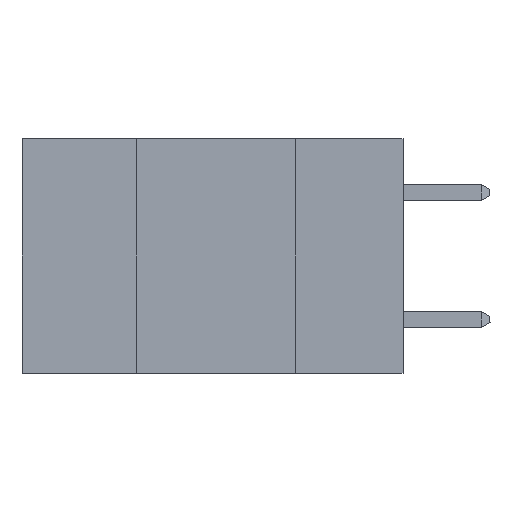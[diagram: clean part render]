
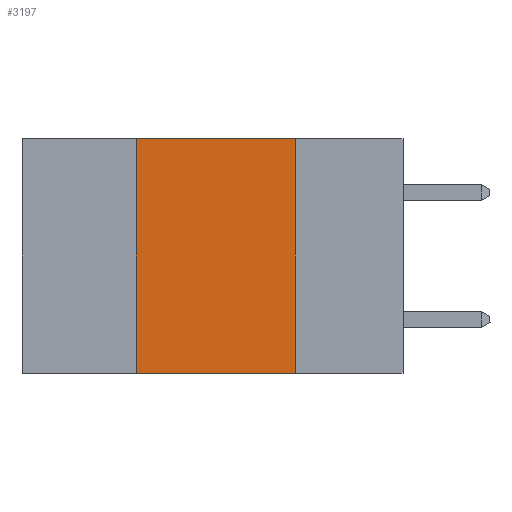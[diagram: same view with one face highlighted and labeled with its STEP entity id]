
A CAD part, left-side view. The second image highlights one B-rep face of the part: STEP entity #3197.
In plain terms, the highlighted planar face has unit normal (-1, 0, 0).
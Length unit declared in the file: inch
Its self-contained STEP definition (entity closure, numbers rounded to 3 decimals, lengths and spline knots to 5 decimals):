
#194 = AXIS2_PLACEMENT_3D ( 'NONE', #28018, #19819, #16527 ) ;
#235 = VERTEX_POINT ( 'NONE', #29622 ) ;
#413 = LINE ( 'NONE', #8306, #4735 ) ;
#1085 = VERTEX_POINT ( 'NONE', #24031 ) ;
#1093 = LINE ( 'NONE', #34577, #3740 ) ;
#1453 = VERTEX_POINT ( 'NONE', #12093 ) ;
#3197 = ADVANCED_FACE ( 'NONE', ( #8624 ), #35866, .F. ) ;
#3503 = VECTOR ( 'NONE', #32710, 39.37008 ) ;
#3740 = VECTOR ( 'NONE', #12833, 39.37008 ) ;
#4147 = EDGE_LOOP ( 'NONE', ( #26850, #25599, #33666, #25733 ) ) ;
#4735 = VECTOR ( 'NONE', #9041, 39.37008 ) ;
#7048 = CARTESIAN_POINT ( 'NONE',  ( 0., 0.17, 0. ) ) ;
#7098 = EDGE_CURVE ( 'NONE', #235, #1085, #1093, .T. ) ;
#7199 = VERTEX_POINT ( 'NONE', #30528 ) ;
#8306 = CARTESIAN_POINT ( 'NONE',  ( 0., 0.6, -0.37 ) ) ;
#8624 = FACE_OUTER_BOUND ( 'NONE', #4147, .T. ) ;
#8859 = VECTOR ( 'NONE', #21368, 39.37008 ) ;
#9041 = DIRECTION ( 'NONE',  ( 0., -1., 0. ) ) ;
#9300 = EDGE_CURVE ( 'NONE', #7199, #1453, #26485, .T. ) ;
#12093 = CARTESIAN_POINT ( 'NONE',  ( 0., 0.17, -0.37 ) ) ;
#12833 = DIRECTION ( 'NONE',  ( 0., 0., 1. ) ) ;
#16527 = DIRECTION ( 'NONE',  ( 0., 0., -1. ) ) ;
#19819 = DIRECTION ( 'NONE',  ( 1., 0., 0. ) ) ;
#21368 = DIRECTION ( 'NONE',  ( 0., 0., -1. ) ) ;
#24031 = CARTESIAN_POINT ( 'NONE',  ( 0., 0.42, 0. ) ) ;
#24172 = CARTESIAN_POINT ( 'NONE',  ( 0., 0.6, 0. ) ) ;
#24517 = LINE ( 'NONE', #24172, #3503 ) ;
#25599 = ORIENTED_EDGE ( 'NONE', *, *, #27281, .F. ) ;
#25733 = ORIENTED_EDGE ( 'NONE', *, *, #28818, .T. ) ;
#26485 = LINE ( 'NONE', #7048, #8859 ) ;
#26850 = ORIENTED_EDGE ( 'NONE', *, *, #9300, .F. ) ;
#27281 = EDGE_CURVE ( 'NONE', #1085, #7199, #24517, .T. ) ;
#28018 = CARTESIAN_POINT ( 'NONE',  ( 0., 0.6, 0. ) ) ;
#28818 = EDGE_CURVE ( 'NONE', #235, #1453, #413, .T. ) ;
#29622 = CARTESIAN_POINT ( 'NONE',  ( 0., 0.42, -0.37 ) ) ;
#30528 = CARTESIAN_POINT ( 'NONE',  ( 0., 0.17, 0. ) ) ;
#32710 = DIRECTION ( 'NONE',  ( 0., -1., 0. ) ) ;
#33666 = ORIENTED_EDGE ( 'NONE', *, *, #7098, .F. ) ;
#34577 = CARTESIAN_POINT ( 'NONE',  ( 0., 0.42, 0. ) ) ;
#35866 = PLANE ( 'NONE',  #194 ) ;
